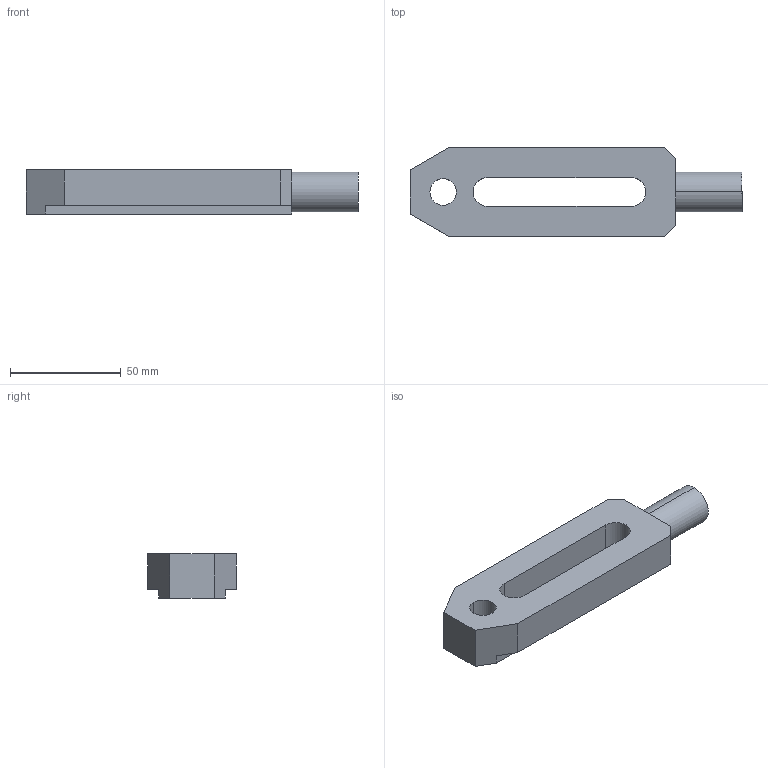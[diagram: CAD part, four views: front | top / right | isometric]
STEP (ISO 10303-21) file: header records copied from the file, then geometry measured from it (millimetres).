
FILE_DESCRIPTION (( 'STEP AP203' ), '1' );
FILE_NAME ('bj150-12150.STEP', '2021-10-24T23:46:11', ( '' ), ( '' ), 'SwSTEP 2.0', 'SolidWorks 2020', '' );
FILE_SCHEMA (( 'CONFIG_CONTROL_DESIGN' ));
Length unit declared in the file: millimetre
Products named in the file (1): bj150-12150
Bounding box: 150 x 40 x 20 mm (x, y, z)
Volume: 73673 mm3; surface area: 18851.9 mm2
Topology: 1 solids, 1 shells, 23 faces, 58 edges, 38 vertices
Faces by surface type: plane 17, cylinder 6
Entity records: 773 total; most frequent: CARTESIAN_POINT 120, DIRECTION 118, ORIENTED_EDGE 116, EDGE_CURVE 58, LINE 46, VECTOR 46, VERTEX_POINT 38, AXIS2_PLACEMENT_3D 36
